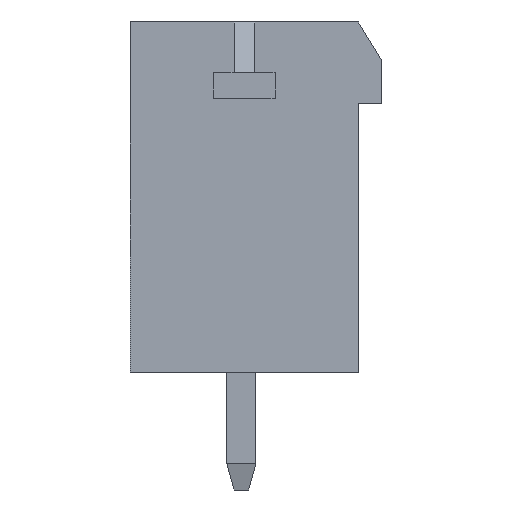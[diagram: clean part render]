
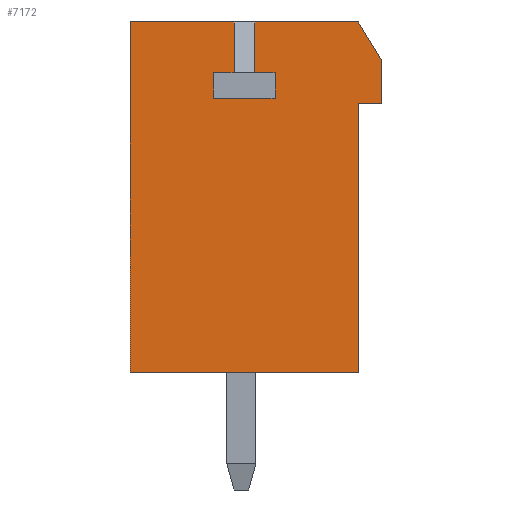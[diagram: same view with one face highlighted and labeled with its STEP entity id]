
A CAD part, left-side view. The second image highlights one B-rep face of the part: STEP entity #7172.
In plain terms, the highlighted planar face has unit normal (-1, 0, 0).
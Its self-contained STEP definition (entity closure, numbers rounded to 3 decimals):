
#166=ORIENTED_EDGE('',*,*,#2272,.T.);
#167=ORIENTED_EDGE('',*,*,#2273,.T.);
#168=ORIENTED_EDGE('',*,*,#2274,.T.);
#169=ORIENTED_EDGE('',*,*,#2275,.T.);
#170=ORIENTED_EDGE('',*,*,#2276,.T.);
#171=ORIENTED_EDGE('',*,*,#2277,.T.);
#172=ORIENTED_EDGE('',*,*,#2278,.T.);
#173=ORIENTED_EDGE('',*,*,#2279,.T.);
#174=ORIENTED_EDGE('',*,*,#2280,.T.);
#175=ORIENTED_EDGE('',*,*,#2281,.T.);
#176=ORIENTED_EDGE('',*,*,#2282,.T.);
#177=ORIENTED_EDGE('',*,*,#2283,.T.);
#178=ORIENTED_EDGE('',*,*,#2284,.T.);
#179=ORIENTED_EDGE('',*,*,#2285,.T.);
#180=ORIENTED_EDGE('',*,*,#2286,.T.);
#2272=EDGE_CURVE('',#3325,#3326,#4025,.T.);
#2273=EDGE_CURVE('',#3326,#3327,#4026,.T.);
#2274=EDGE_CURVE('',#3327,#3328,#4027,.T.);
#2275=EDGE_CURVE('',#3328,#3329,#4028,.T.);
#2276=EDGE_CURVE('',#3329,#3330,#4029,.T.);
#2277=EDGE_CURVE('',#3330,#3331,#4030,.T.);
#2278=EDGE_CURVE('',#3331,#3332,#4031,.T.);
#2279=EDGE_CURVE('',#3332,#3333,#4032,.T.);
#2280=EDGE_CURVE('',#3333,#3334,#4033,.T.);
#2281=EDGE_CURVE('',#3334,#3335,#4034,.T.);
#2282=EDGE_CURVE('',#3335,#3336,#4035,.T.);
#2283=EDGE_CURVE('',#3336,#3337,#4036,.T.);
#2284=EDGE_CURVE('',#3337,#3338,#4037,.T.);
#2285=EDGE_CURVE('',#3338,#3339,#4038,.T.);
#2286=EDGE_CURVE('',#3339,#3325,#4039,.T.);
#3325=VERTEX_POINT('',#9938);
#3326=VERTEX_POINT('',#9939);
#3327=VERTEX_POINT('',#9941);
#3328=VERTEX_POINT('',#9943);
#3329=VERTEX_POINT('',#9945);
#3330=VERTEX_POINT('',#9947);
#3331=VERTEX_POINT('',#9949);
#3332=VERTEX_POINT('',#9951);
#3333=VERTEX_POINT('',#9953);
#3334=VERTEX_POINT('',#9955);
#3335=VERTEX_POINT('',#9957);
#3336=VERTEX_POINT('',#9959);
#3337=VERTEX_POINT('',#9961);
#3338=VERTEX_POINT('',#9963);
#3339=VERTEX_POINT('',#9965);
#4025=LINE('',#9937,#5008);
#4026=LINE('',#9940,#5009);
#4027=LINE('',#9942,#5010);
#4028=LINE('',#9944,#5011);
#4029=LINE('',#9946,#5012);
#4030=LINE('',#9948,#5013);
#4031=LINE('',#9950,#5014);
#4032=LINE('',#9952,#5015);
#4033=LINE('',#9954,#5016);
#4034=LINE('',#9956,#5017);
#4035=LINE('',#9958,#5018);
#4036=LINE('',#9960,#5019);
#4037=LINE('',#9962,#5020);
#4038=LINE('',#9964,#5021);
#4039=LINE('',#9966,#5022);
#5008=VECTOR('',#8038,1000.);
#5009=VECTOR('',#8039,1000.);
#5010=VECTOR('',#8040,1000.);
#5011=VECTOR('',#8041,1000.);
#5012=VECTOR('',#8042,1000.);
#5013=VECTOR('',#8043,1000.);
#5014=VECTOR('',#8044,1000.);
#5015=VECTOR('',#8045,1000.);
#5016=VECTOR('',#8046,1000.);
#5017=VECTOR('',#8047,1000.);
#5018=VECTOR('',#8048,1000.);
#5019=VECTOR('',#8049,1000.);
#5020=VECTOR('',#8050,1000.);
#5021=VECTOR('',#8051,1000.);
#5022=VECTOR('',#8052,1000.);
#5991=EDGE_LOOP('',(#166,#167,#168,#169,#170,#171,#172,#173,#174,#175,#176,
#177,#178,#179,#180));
#6408=FACE_BOUND('',#5991,.T.);
#6825=PLANE('',#7576);
#7172=ADVANCED_FACE('',(#6408),#6825,.T.);
#7576=AXIS2_PLACEMENT_3D('',#9936,#8036,#8037);
#8036=DIRECTION('',(-1.,0.,0.));
#8037=DIRECTION('',(0.,0.,1.));
#8038=DIRECTION('',(0.,1.,0.));
#8039=DIRECTION('',(0.,0.,-1.));
#8040=DIRECTION('',(0.,-1.,0.));
#8041=DIRECTION('',(0.,0.,-1.));
#8042=DIRECTION('',(0.,1.,0.));
#8043=DIRECTION('',(0.,0.,1.));
#8044=DIRECTION('',(0.,-1.,0.));
#8045=DIRECTION('',(0.,0.,1.));
#8046=DIRECTION('',(0.,1.,0.));
#8047=DIRECTION('',(0.,0.,-1.));
#8048=DIRECTION('',(0.,-1.,0.));
#8049=DIRECTION('',(0.,0.,1.));
#8050=DIRECTION('',(0.,-1.,0.));
#8051=DIRECTION('',(0.,0.,1.));
#8052=DIRECTION('',(0.,0.524,0.852));
#9936=CARTESIAN_POINT('',(-26.4,0.,0.));
#9937=CARTESIAN_POINT('',(-26.4,-3.9,6.));
#9938=CARTESIAN_POINT('',(-26.4,-3.9,6.));
#9939=CARTESIAN_POINT('',(-26.4,-0.35,6.));
#9940=CARTESIAN_POINT('',(-26.4,-0.35,6.));
#9941=CARTESIAN_POINT('',(-26.4,-0.35,4.26));
#9942=CARTESIAN_POINT('',(-26.4,-0.35,4.26));
#9943=CARTESIAN_POINT('',(-26.4,-1.051,4.26));
#9944=CARTESIAN_POINT('',(-26.4,-1.051,4.26));
#9945=CARTESIAN_POINT('',(-26.4,-1.051,3.4));
#9946=CARTESIAN_POINT('',(-26.4,-1.051,3.4));
#9947=CARTESIAN_POINT('',(-26.4,1.051,3.4));
#9948=CARTESIAN_POINT('',(-26.4,1.051,3.4));
#9949=CARTESIAN_POINT('',(-26.4,1.051,4.26));
#9950=CARTESIAN_POINT('',(-26.4,1.051,4.26));
#9951=CARTESIAN_POINT('',(-26.4,0.35,4.26));
#9952=CARTESIAN_POINT('',(-26.4,0.35,4.26));
#9953=CARTESIAN_POINT('',(-26.4,0.35,6.));
#9954=CARTESIAN_POINT('',(-26.4,-3.9,6.));
#9955=CARTESIAN_POINT('',(-26.4,3.9,6.));
#9956=CARTESIAN_POINT('',(-26.4,3.9,6.));
#9957=CARTESIAN_POINT('',(-26.4,3.9,-6.));
#9958=CARTESIAN_POINT('',(-26.4,3.9,-6.));
#9959=CARTESIAN_POINT('',(-26.4,-3.9,-6.));
#9960=CARTESIAN_POINT('',(-26.4,-3.9,-6.));
#9961=CARTESIAN_POINT('',(-26.4,-3.9,3.2));
#9962=CARTESIAN_POINT('',(-26.4,-3.9,3.2));
#9963=CARTESIAN_POINT('',(-26.4,-4.7,3.2));
#9964=CARTESIAN_POINT('',(-26.4,-4.7,3.2));
#9965=CARTESIAN_POINT('',(-26.4,-4.7,4.7));
#9966=CARTESIAN_POINT('',(-26.4,-4.7,4.7));
